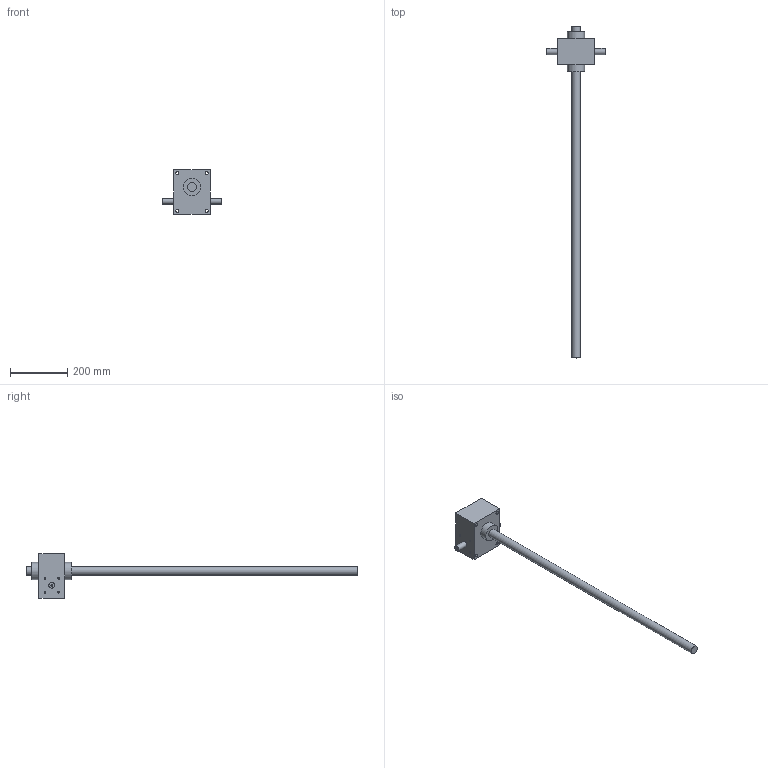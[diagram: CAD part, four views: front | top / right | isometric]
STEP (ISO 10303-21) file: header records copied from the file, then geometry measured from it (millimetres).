
FILE_DESCRIPTION( ( 'STEP AP214' ), ' ' );
FILE_NAME( 'XTP306_B_-_R.1_30_C.1000_-_-_-_-_-_-_-.stp', '2017-08-20T14:37:46', ( '' ), ( '' ), ' ', 'PARTsolutions', ' ' );
FILE_SCHEMA( ( 'AUTOMOTIVE_DESIGN { 1 0 10303 214 1 1 1 1 }' ) );
Length unit declared in the file: millimetre
Products named in the file (4): XTP306_B_-_R.1/30_C.1000_-_-_-_-_-_-_-; _XTP306_1_1000_1_1_1_1_11-1; _XTP306-2; _TP306_1000_1_1_11-3
Assembly tree (4 placements, depth 2):
  XTP306_B_-_R.1/30_C.1000_-_-_-_-_-_-_-
    _XTP306_1_1000_1_1_1_1_11-1
    _XTP306-2  x2
    _TP306_1000_1_1_11-3
Bounding box: 206 x 1160 x 155 mm (x, y, z)
Volume: 2643439.4 mm3; surface area: 255401.2 mm2
Topology: 4 solids, 4 shells, 163 faces, 413 edges, 270 vertices
Faces by surface type: plane 89, cylinder 52, cone 22
Full cylindrical faces by diameter (mm): 4.917 x10, 11 x4, 20 x3, 24 x1, 30 x1, 60 x2
Entity records: 5690 total; most frequent: CARTESIAN_POINT 806, DIRECTION 754, ORIENTED_EDGE 674, EDGE_CURVE 337, AXIS2_PLACEMENT_3D 262, VERTEX_POINT 250, LINE 230, VECTOR 230
